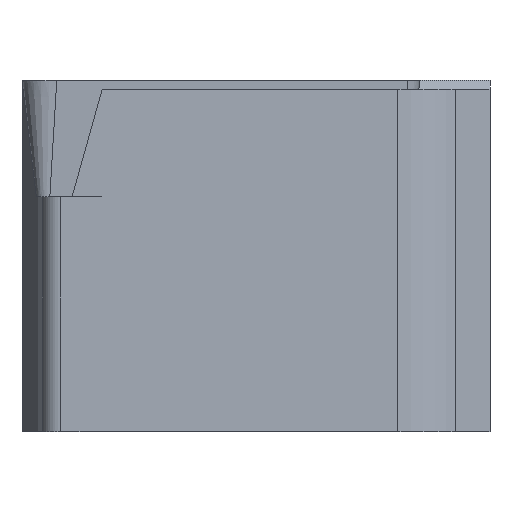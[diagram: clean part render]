
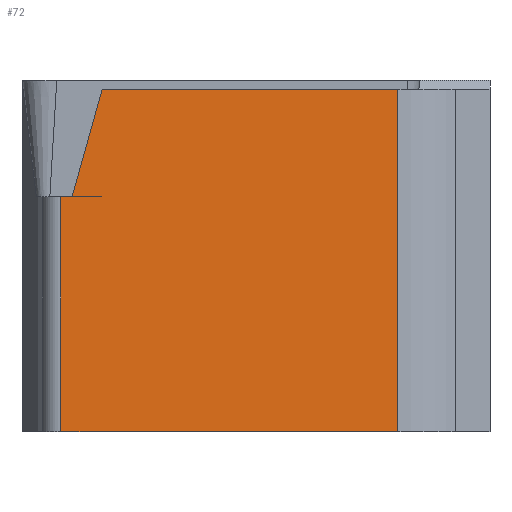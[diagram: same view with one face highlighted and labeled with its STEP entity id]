
A CAD part, left-side view. The second image highlights one B-rep face of the part: STEP entity #72.
In plain terms, the highlighted planar face has unit normal (-0.999, -0.052, 0).
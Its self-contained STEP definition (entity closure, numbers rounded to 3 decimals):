
#72=ADVANCED_FACE('',(#114),#94,.F.);
#94=PLANE('',#479);
#114=FACE_OUTER_BOUND('',#138,.T.);
#138=EDGE_LOOP('',(#207,#208,#209,#210,#211,#212));
#207=ORIENTED_EDGE('',*,*,#343,.T.);
#208=ORIENTED_EDGE('',*,*,#341,.T.);
#209=ORIENTED_EDGE('',*,*,#315,.F.);
#210=ORIENTED_EDGE('',*,*,#344,.F.);
#211=ORIENTED_EDGE('',*,*,#331,.F.);
#212=ORIENTED_EDGE('',*,*,#345,.T.);
#276=VERTEX_POINT('',#634);
#277=VERTEX_POINT('',#636);
#286=VERTEX_POINT('',#665);
#288=VERTEX_POINT('',#668);
#294=VERTEX_POINT('',#687);
#295=VERTEX_POINT('',#691);
#315=EDGE_CURVE('',#276,#277,#373,.T.);
#331=EDGE_CURVE('',#286,#288,#387,.T.);
#341=EDGE_CURVE('',#294,#277,#395,.T.);
#343=EDGE_CURVE('',#295,#294,#396,.T.);
#344=EDGE_CURVE('',#288,#276,#397,.T.);
#345=EDGE_CURVE('',#286,#295,#398,.T.);
#373=LINE('',#635,#420);
#387=LINE('',#667,#434);
#395=LINE('',#686,#442);
#396=LINE('',#690,#443);
#397=LINE('',#692,#444);
#398=LINE('',#693,#445);
#420=VECTOR('',#510,1.);
#434=VECTOR('',#538,1.);
#442=VECTOR('',#556,1.);
#443=VECTOR('',#561,1.);
#444=VECTOR('',#562,1.);
#445=VECTOR('',#563,1.);
#479=AXIS2_PLACEMENT_3D('',#694,#564,#565);
#510=DIRECTION('',(-0.052,0.999,0.));
#538=DIRECTION('',(0.052,-0.999,0.));
#556=DIRECTION('',(0.,0.,-1.));
#561=DIRECTION('',(-0.052,0.999,0.));
#562=DIRECTION('',(0.,0.,-1.));
#563=DIRECTION('',(-0.014,0.269,-0.963));
#564=DIRECTION('',(0.999,0.052,0.));
#565=DIRECTION('',(0.052,-0.999,0.));
#634=CARTESIAN_POINT('',(1.533,3.15,-12.));
#635=CARTESIAN_POINT('',(0.929,14.668,-12.));
#636=CARTESIAN_POINT('',(0.929,14.668,-12.));
#665=CARTESIAN_POINT('',(1.003,13.259,-0.3));
#667=CARTESIAN_POINT('',(0.929,14.668,-0.3));
#668=CARTESIAN_POINT('',(1.533,3.15,-0.3));
#686=CARTESIAN_POINT('',(0.929,14.668,-30.));
#687=CARTESIAN_POINT('',(0.929,14.668,-3.97));
#690=CARTESIAN_POINT('',(0.929,14.668,-3.97));
#691=CARTESIAN_POINT('',(0.949,14.286,-3.97));
#692=CARTESIAN_POINT('',(1.533,3.15,-30.));
#693=CARTESIAN_POINT('',(0.594,21.065,-28.206));
#694=CARTESIAN_POINT('',(0.929,14.668,-30.));
